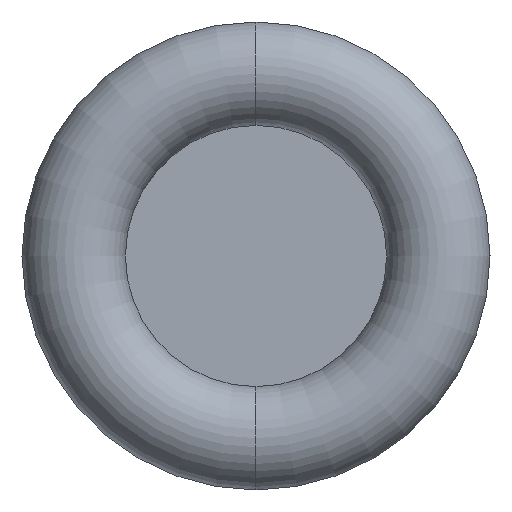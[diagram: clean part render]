
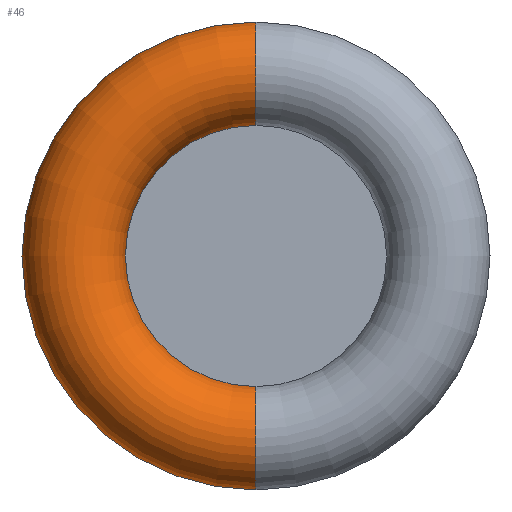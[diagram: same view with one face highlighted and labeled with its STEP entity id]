
A CAD part, left-side view. The second image highlights one B-rep face of the part: STEP entity #46.
In plain terms, the highlighted toroidal (fillet/blend) face has major radius 0.307 mm and minor radius 0.087 mm.
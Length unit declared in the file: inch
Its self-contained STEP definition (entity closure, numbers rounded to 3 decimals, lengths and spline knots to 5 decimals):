
#45 = EDGE_CURVE ( 'NONE', #139, #148, #448, .T. ) ;
#46 = ADVANCED_FACE ( 'NONE', ( #440 ), #439, .T. ) ;
#47 = ORIENTED_EDGE ( 'NONE', *, *, #49, .T. ) ;
#48 = ORIENTED_EDGE ( 'NONE', *, *, #45, .T. ) ;
#49 = EDGE_CURVE ( 'NONE', #148, #140, #435, .T. ) ;
#50 = EDGE_CURVE ( 'NONE', #139, #137, #452, .T. ) ;
#51 = ORIENTED_EDGE ( 'NONE', *, *, #134, .F. ) ;
#131 = ORIENTED_EDGE ( 'NONE', *, *, #50, .F. ) ;
#134 = EDGE_CURVE ( 'NONE', #137, #140, #392, .T. ) ;
#137 = VERTEX_POINT ( 'NONE', #385 ) ;
#139 = VERTEX_POINT ( 'NONE', #386 ) ;
#140 = VERTEX_POINT ( 'NONE', #371 ) ;
#145 = EDGE_LOOP ( 'NONE', ( #48, #47, #51, #131 ) ) ;
#148 = VERTEX_POINT ( 'NONE', #570 ) ;
#267 = DIRECTION ( 'NONE',  ( 0., 0., -1. ) ) ;
#268 = DIRECTION ( 'NONE',  ( 0., -1., 0. ) ) ;
#269 = CARTESIAN_POINT ( 'NONE',  ( -0.19757, 0., -0.01207 ) ) ;
#270 = DIRECTION ( 'NONE',  ( 0., 0., 1. ) ) ;
#271 = DIRECTION ( 'NONE',  ( 1., 0., 0. ) ) ;
#272 = CARTESIAN_POINT ( 'NONE',  ( -0.19757, 0., 0. ) ) ;
#371 = CARTESIAN_POINT ( 'NONE',  ( -0.19757, 0., 0.0155 ) ) ;
#379 = DIRECTION ( 'NONE',  ( 0., 0., -1. ) ) ;
#380 = DIRECTION ( 'NONE',  ( 1., 0., 0. ) ) ;
#381 = CARTESIAN_POINT ( 'NONE',  ( -0.19757, 0., 0. ) ) ;
#382 = AXIS2_PLACEMENT_3D ( 'NONE', #381, #380, #379 ) ;
#385 = CARTESIAN_POINT ( 'NONE',  ( -0.19757, 0., -0.0155 ) ) ;
#386 = CARTESIAN_POINT ( 'NONE',  ( -0.19757, 0., -0.00865 ) ) ;
#392 = CIRCLE ( 'NONE', #382, 0.0155 ) ;
#428 = DIRECTION ( 'NONE',  ( 0., 1., 0. ) ) ;
#429 = CARTESIAN_POINT ( 'NONE',  ( -0.19757, 0., 0.01207 ) ) ;
#432 = AXIS2_PLACEMENT_3D ( 'NONE', #429, #428, #270 ) ;
#435 = CIRCLE ( 'NONE', #432, 0.00342 ) ;
#436 = DIRECTION ( 'NONE',  ( 0., 0., -1. ) ) ;
#437 = DIRECTION ( 'NONE',  ( 1., 0., 0. ) ) ;
#438 = CARTESIAN_POINT ( 'NONE',  ( -0.19757, 0., 0. ) ) ;
#439 = TOROIDAL_SURFACE ( 'NONE', #450, 0.01207, 0.00342 ) ;
#440 = FACE_OUTER_BOUND ( 'NONE', #145, .T. ) ;
#441 = AXIS2_PLACEMENT_3D ( 'NONE', #438, #437, #436 ) ;
#447 = DIRECTION ( 'NONE',  ( 0., 0., -1. ) ) ;
#448 = CIRCLE ( 'NONE', #441, 0.00865 ) ;
#449 = AXIS2_PLACEMENT_3D ( 'NONE', #269, #268, #267 ) ;
#450 = AXIS2_PLACEMENT_3D ( 'NONE', #272, #271, #447 ) ;
#452 = CIRCLE ( 'NONE', #449, 0.00342 ) ;
#570 = CARTESIAN_POINT ( 'NONE',  ( -0.19757, 0., 0.00865 ) ) ;
